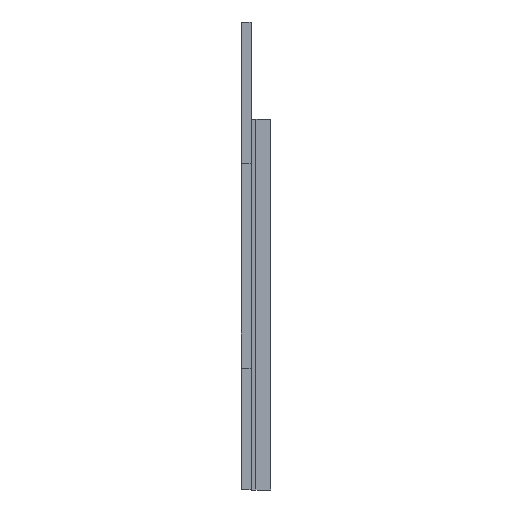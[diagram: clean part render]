
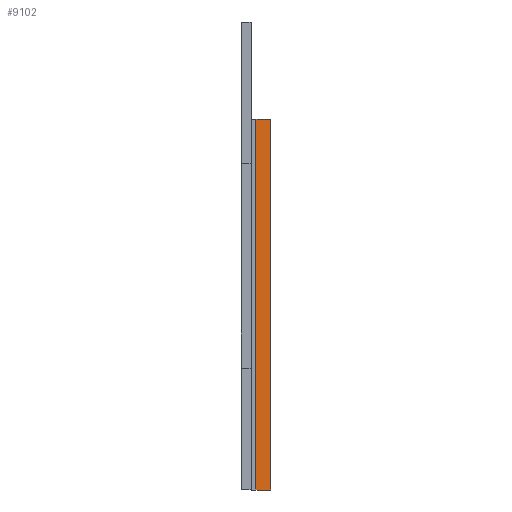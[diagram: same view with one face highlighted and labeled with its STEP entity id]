
A CAD part, front view. The second image highlights one B-rep face of the part: STEP entity #9102.
In plain terms, the highlighted face is planar.
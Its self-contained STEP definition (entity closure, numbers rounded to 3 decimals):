
#77 = PLANE('',#78);
#78 = AXIS2_PLACEMENT_3D('',#79,#80,#81);
#79 = CARTESIAN_POINT('',(0.,0.,-38.1));
#80 = DIRECTION('',(0.,1.,0.));
#81 = DIRECTION('',(1.,0.,0.));
#158 = VERTEX_POINT('',#159);
#159 = CARTESIAN_POINT('',(266.7,0.,
    0.));
#173 = PLANE('',#174);
#174 = AXIS2_PLACEMENT_3D('',#175,#176,#177);
#175 = CARTESIAN_POINT('',(266.7,0.,
    -12.7));
#176 = DIRECTION('',(-1.,0.,0.));
#177 = DIRECTION('',(0.,1.,0.));
#185 = EDGE_CURVE('',#158,#186,#188,.T.);
#186 = VERTEX_POINT('',#187);
#187 = CARTESIAN_POINT('',(266.7,0.,
    38.1));
#188 = SURFACE_CURVE('',#189,(#193,#200),.PCURVE_S1.);
#189 = LINE('',#190,#191);
#190 = CARTESIAN_POINT('',(266.7,0.,
    -12.7));
#191 = VECTOR('',#192,1.);
#192 = DIRECTION('',(0.,0.,1.));
#193 = PCURVE('',#77,#194);
#194 = DEFINITIONAL_REPRESENTATION('',(#195),#199);
#195 = LINE('',#196,#197);
#196 = CARTESIAN_POINT('',(266.7,-25.4));
#197 = VECTOR('',#198,1.);
#198 = DIRECTION('',(0.,-1.));
#199 = ( GEOMETRIC_REPRESENTATION_CONTEXT(2) 
PARAMETRIC_REPRESENTATION_CONTEXT() REPRESENTATION_CONTEXT('2D SPACE',''
  ) );
#200 = PCURVE('',#201,#206);
#201 = PLANE('',#202);
#202 = AXIS2_PLACEMENT_3D('',#203,#204,#205);
#203 = CARTESIAN_POINT('',(266.7,0.,
    -12.7));
#204 = DIRECTION('',(-1.,0.,0.));
#205 = DIRECTION('',(0.,1.,0.));
#206 = DEFINITIONAL_REPRESENTATION('',(#207),#211);
#207 = LINE('',#208,#209);
#208 = CARTESIAN_POINT('',(0.,0.));
#209 = VECTOR('',#210,1.);
#210 = DIRECTION('',(0.,-1.));
#211 = ( GEOMETRIC_REPRESENTATION_CONTEXT(2) 
PARAMETRIC_REPRESENTATION_CONTEXT() REPRESENTATION_CONTEXT('2D SPACE',''
  ) );
#229 = PLANE('',#230);
#230 = AXIS2_PLACEMENT_3D('',#231,#232,#233);
#231 = CARTESIAN_POINT('',(1720.85,609.6,38.1));
#232 = DIRECTION('',(0.,0.,1.));
#233 = DIRECTION('',(1.,0.,0.));
#5573 = EDGE_CURVE('',#186,#5574,#5576,.T.);
#5574 = VERTEX_POINT('',#5575);
#5575 = CARTESIAN_POINT('',(266.7,965.2,
    38.1));
#5576 = SURFACE_CURVE('',#5577,(#5581,#5588),.PCURVE_S1.);
#5577 = LINE('',#5578,#5579);
#5578 = CARTESIAN_POINT('',(266.7,0.,
    38.1));
#5579 = VECTOR('',#5580,1.);
#5580 = DIRECTION('',(0.,1.,0.));
#5581 = PCURVE('',#229,#5582);
#5582 = DEFINITIONAL_REPRESENTATION('',(#5583),#5587);
#5583 = LINE('',#5584,#5585);
#5584 = CARTESIAN_POINT('',(-1454.15,-609.6));
#5585 = VECTOR('',#5586,1.);
#5586 = DIRECTION('',(0.,1.));
#5587 = ( GEOMETRIC_REPRESENTATION_CONTEXT(2) 
PARAMETRIC_REPRESENTATION_CONTEXT() REPRESENTATION_CONTEXT('2D SPACE',''
  ) );
#5588 = PCURVE('',#201,#5589);
#5589 = DEFINITIONAL_REPRESENTATION('',(#5590),#5594);
#5590 = LINE('',#5591,#5592);
#5591 = CARTESIAN_POINT('',(0.,-50.8));
#5592 = VECTOR('',#5593,1.);
#5593 = DIRECTION('',(1.,0.));
#5594 = ( GEOMETRIC_REPRESENTATION_CONTEXT(2) 
PARAMETRIC_REPRESENTATION_CONTEXT() REPRESENTATION_CONTEXT('2D SPACE',''
  ) );
#7117 = PLANE('',#7118);
#7118 = AXIS2_PLACEMENT_3D('',#7119,#7120,#7121);
#7119 = CARTESIAN_POINT('',(1720.85,965.202,
    12.7));
#7120 = DIRECTION('',(0.,1.,0.));
#7121 = DIRECTION('',(1.,0.,0.));
#9102 = ADVANCED_FACE('',(#9103),#201,.T.);
#9103 = FACE_BOUND('',#9104,.T.);
#9104 = EDGE_LOOP('',(#9105,#9128,#9129,#9130));
#9105 = ORIENTED_EDGE('',*,*,#9106,.F.);
#9106 = EDGE_CURVE('',#158,#9107,#9109,.T.);
#9107 = VERTEX_POINT('',#9108);
#9108 = CARTESIAN_POINT('',(266.7,965.2,
    0.));
#9109 = SURFACE_CURVE('',#9110,(#9114,#9121),.PCURVE_S1.);
#9110 = LINE('',#9111,#9112);
#9111 = CARTESIAN_POINT('',(266.7,-9385.3,
    0.));
#9112 = VECTOR('',#9113,1.);
#9113 = DIRECTION('',(0.,1.,0.));
#9114 = PCURVE('',#201,#9115);
#9115 = DEFINITIONAL_REPRESENTATION('',(#9116),#9120);
#9116 = LINE('',#9117,#9118);
#9117 = CARTESIAN_POINT('',(-9385.3,-12.7));
#9118 = VECTOR('',#9119,1.);
#9119 = DIRECTION('',(1.,0.));
#9120 = ( GEOMETRIC_REPRESENTATION_CONTEXT(2) 
PARAMETRIC_REPRESENTATION_CONTEXT() REPRESENTATION_CONTEXT('2D SPACE',''
  ) );
#9121 = PCURVE('',#173,#9122);
#9122 = DEFINITIONAL_REPRESENTATION('',(#9123),#9127);
#9123 = LINE('',#9124,#9125);
#9124 = CARTESIAN_POINT('',(-9385.3,-12.7));
#9125 = VECTOR('',#9126,1.);
#9126 = DIRECTION('',(1.,0.));
#9127 = ( GEOMETRIC_REPRESENTATION_CONTEXT(2) 
PARAMETRIC_REPRESENTATION_CONTEXT() REPRESENTATION_CONTEXT('2D SPACE',''
  ) );
#9128 = ORIENTED_EDGE('',*,*,#185,.T.);
#9129 = ORIENTED_EDGE('',*,*,#5573,.T.);
#9130 = ORIENTED_EDGE('',*,*,#9131,.F.);
#9131 = EDGE_CURVE('',#9107,#5574,#9132,.T.);
#9132 = SURFACE_CURVE('',#9133,(#9137,#9144),.PCURVE_S1.);
#9133 = LINE('',#9134,#9135);
#9134 = CARTESIAN_POINT('',(266.7,965.2,
    -12.7));
#9135 = VECTOR('',#9136,1.);
#9136 = DIRECTION('',(0.,0.,1.));
#9137 = PCURVE('',#201,#9138);
#9138 = DEFINITIONAL_REPRESENTATION('',(#9139),#9143);
#9139 = LINE('',#9140,#9141);
#9140 = CARTESIAN_POINT('',(965.2,0.));
#9141 = VECTOR('',#9142,1.);
#9142 = DIRECTION('',(0.,-1.));
#9143 = ( GEOMETRIC_REPRESENTATION_CONTEXT(2) 
PARAMETRIC_REPRESENTATION_CONTEXT() REPRESENTATION_CONTEXT('2D SPACE',''
  ) );
#9144 = PCURVE('',#7117,#9145);
#9145 = DEFINITIONAL_REPRESENTATION('',(#9146),#9150);
#9146 = LINE('',#9147,#9148);
#9147 = CARTESIAN_POINT('',(-1454.15,25.4));
#9148 = VECTOR('',#9149,1.);
#9149 = DIRECTION('',(0.,-1.));
#9150 = ( GEOMETRIC_REPRESENTATION_CONTEXT(2) 
PARAMETRIC_REPRESENTATION_CONTEXT() REPRESENTATION_CONTEXT('2D SPACE',''
  ) );
